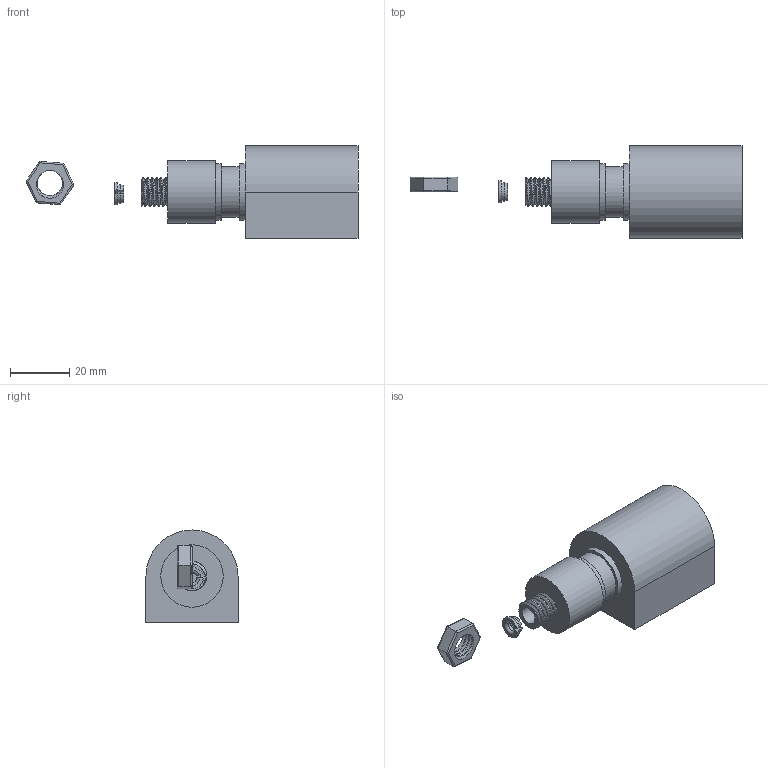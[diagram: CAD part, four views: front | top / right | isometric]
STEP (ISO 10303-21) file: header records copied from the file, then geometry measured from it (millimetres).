
FILE_DESCRIPTION(/* description */ (''),/* implementation_level */ '2;1');
FILE_NAME(/* name */ 'Petes Mid FloodLIght v1.step',/* time_stamp */ '2021-10-10T07:52:32+10:00',/* author */ (''),/* organization */ (''),/* preprocessor_version */ 'ST-DEVELOPER v18.1',/* originating_system */ 'Autodesk Translation Framework v10.10.0.1391',/* authorisation */ '');
FILE_SCHEMA (('AUTOMOTIVE_DESIGN { 1 0 10303 214 3 1 1 }'));
Length unit declared in the file: millimetre
Products named in the file (6): Petes Mid FloodLIght; Outer Shell; Bulb Holder; Rear Mount; Nut; Cable Clamp
Assembly tree (5 placements, depth 2):
  Petes Mid FloodLIght
    Outer Shell
    Bulb Holder
    Rear Mount
    Nut
    Cable Clamp
Bounding box: 111.7 x 31 x 31 mm (x, y, z)
Volume: 22156.4 mm3; surface area: 15900 mm2
Topology: 7 solids, 7 shells, 190 faces, 499 edges, 321 vertices
Faces by surface type: plane 114, cylinder 68, bspline 4, cone 2, torus 2
Full cylindrical faces by diameter (mm): 4.936 x1, 6 x2, 8.141 x4, 8.526 x2, 9.85 x4, 10.198 x3, 10.3 x1, 15 x3, 15.8 x1, 17 x1, 19 x4, 21 x1
Entity records: 8837 total; most frequent: CARTESIAN_POINT 3931, ORIENTED_EDGE 998, DIRECTION 990, EDGE_CURVE 499, AXIS2_PLACEMENT_3D 348, VERTEX_POINT 321, LINE 294, VECTOR 294
